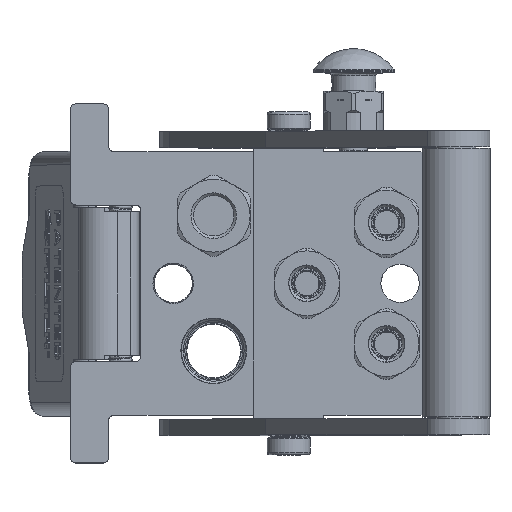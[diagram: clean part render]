
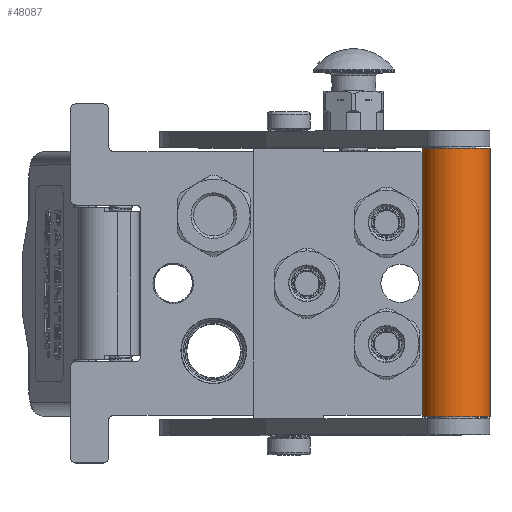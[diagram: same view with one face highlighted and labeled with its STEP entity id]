
A CAD part, top view. The second image highlights one B-rep face of the part: STEP entity #48087.
In plain terms, the highlighted cylindrical face has radius 12.5 mm (diameter 25 mm), a partial arc.
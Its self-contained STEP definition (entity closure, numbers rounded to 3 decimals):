
#4372 = AXIS2_PLACEMENT_3D ( 'NONE', #105835, #116640, #43614 ) ;
#4847 = ORIENTED_EDGE ( 'NONE', *, *, #12460, .F. ) ;
#7895 = ORIENTED_EDGE ( 'NONE', *, *, #7951, .F. ) ;
#7951 = EDGE_CURVE ( 'NONE', #69557, #26510, #107734, .T. ) ;
#8697 = VECTOR ( 'NONE', #118820, 1000. ) ;
#11989 = CYLINDRICAL_SURFACE ( 'NONE', #4372, 12.5 ) ;
#12460 = EDGE_CURVE ( 'NONE', #91041, #69557, #98650, .T. ) ;
#15177 = LINE ( 'NONE', #35881, #8697 ) ;
#16149 = CARTESIAN_POINT ( 'NONE',  ( 104., 0., 0. ) ) ;
#18310 = ORIENTED_EDGE ( 'NONE', *, *, #22898, .T. ) ;
#22898 = EDGE_CURVE ( 'NONE', #103693, #26510, #15177, .T. ) ;
#23314 = EDGE_LOOP ( 'NONE', ( #81943, #18310, #7895, #4847 ) ) ;
#26510 = VERTEX_POINT ( 'NONE', #105613 ) ;
#33082 = CARTESIAN_POINT ( 'NONE',  ( 104., 0., 12.5 ) ) ;
#35881 = CARTESIAN_POINT ( 'NONE',  ( 104., 0., 12.5 ) ) ;
#36061 = AXIS2_PLACEMENT_3D ( 'NONE', #16149, #67872, #129715 ) ;
#36335 = FACE_OUTER_BOUND ( 'NONE', #23314, .T. ) ;
#38767 = DIRECTION ( 'NONE',  ( 0., 0., -1. ) ) ;
#43614 = DIRECTION ( 'NONE',  ( 0., 0., 1. ) ) ;
#46847 = EDGE_CURVE ( 'NONE', #91041, #103693, #83344, .T. ) ;
#48087 = ADVANCED_FACE ( 'NONE', ( #36335 ), #11989, .T. ) ;
#66369 = DIRECTION ( 'NONE',  ( -1., 0., 0. ) ) ;
#67872 = DIRECTION ( 'NONE',  ( -1., 0., 0. ) ) ;
#69557 = VERTEX_POINT ( 'NONE', #106656 ) ;
#81943 = ORIENTED_EDGE ( 'NONE', *, *, #46847, .T. ) ;
#82436 = VECTOR ( 'NONE', #66369, 1000. ) ;
#83344 = CIRCLE ( 'NONE', #36061, 12.5 ) ;
#91041 = VERTEX_POINT ( 'NONE', #121789 ) ;
#98440 = AXIS2_PLACEMENT_3D ( 'NONE', #112209, #100483, #38767 ) ;
#98650 = LINE ( 'NONE', #117820, #82436 ) ;
#100483 = DIRECTION ( 'NONE',  ( -1., 0., 0. ) ) ;
#103693 = VERTEX_POINT ( 'NONE', #33082 ) ;
#105613 = CARTESIAN_POINT ( 'NONE',  ( 4.5, 0., 12.5 ) ) ;
#105835 = CARTESIAN_POINT ( 'NONE',  ( -5.425, 0., 0. ) ) ;
#106656 = CARTESIAN_POINT ( 'NONE',  ( 4.5, 0., -12.5 ) ) ;
#107734 = CIRCLE ( 'NONE', #98440, 12.5 ) ;
#112209 = CARTESIAN_POINT ( 'NONE',  ( 4.5, 0., 0. ) ) ;
#116640 = DIRECTION ( 'NONE',  ( -1., 0., 0. ) ) ;
#117820 = CARTESIAN_POINT ( 'NONE',  ( 104., 0., -12.5 ) ) ;
#118820 = DIRECTION ( 'NONE',  ( -1., 0., 0. ) ) ;
#121789 = CARTESIAN_POINT ( 'NONE',  ( 104., 0., -12.5 ) ) ;
#129715 = DIRECTION ( 'NONE',  ( 0., 0., -1. ) ) ;
